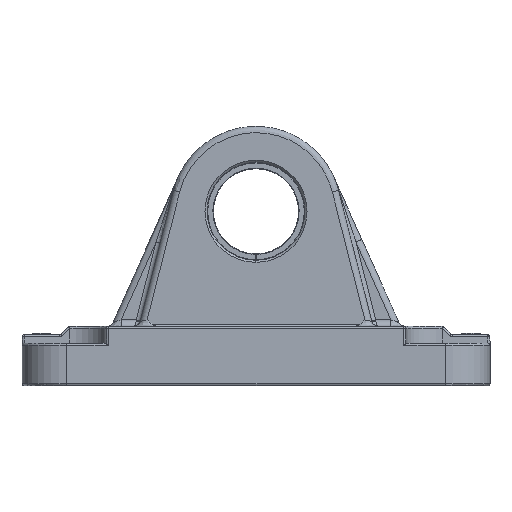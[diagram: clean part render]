
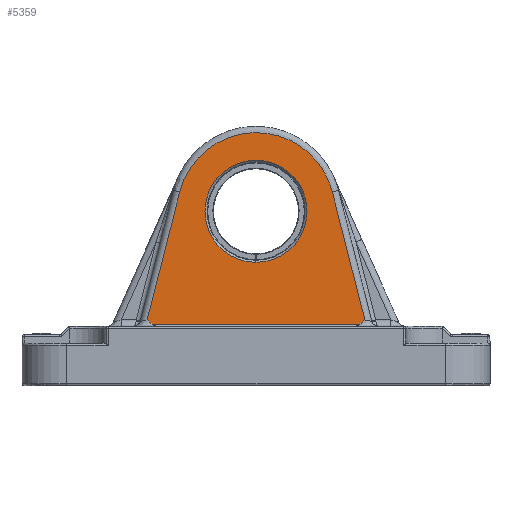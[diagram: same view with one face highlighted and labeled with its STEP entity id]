
A CAD part, left-side view. The second image highlights one B-rep face of the part: STEP entity #5359.
In plain terms, the highlighted planar face has unit normal (-1, 0, 0).
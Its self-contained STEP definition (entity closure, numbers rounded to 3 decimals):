
#214 = ORIENTED_EDGE ( 'NONE', *, *, #10108, .F. ) ;
#367 = CARTESIAN_POINT ( 'NONE',  ( -30., 17.93, 45.558 ) ) ;
#575 = DIRECTION ( 'NONE',  ( -1., 0., 0. ) ) ;
#628 = LINE ( 'NONE', #14715, #14853 ) ;
#716 = VERTEX_POINT ( 'NONE', #367 ) ;
#1246 = CARTESIAN_POINT ( 'NONE',  ( -30., -25.141, 15.102 ) ) ;
#1295 = CARTESIAN_POINT ( 'NONE',  ( -30., -25.04, 15.013 ) ) ;
#1297 = DIRECTION ( 'NONE',  ( 1., 0., 0. ) ) ;
#1420 = EDGE_LOOP ( 'NONE', ( #4848, #214, #9946, #6516, #7405, #5387 ) ) ;
#1465 = CARTESIAN_POINT ( 'NONE',  ( -30., -25.172, 15.131 ) ) ;
#1781 = CARTESIAN_POINT ( 'NONE',  ( -30.001, 24.882, 14.876 ) ) ;
#1839 = CARTESIAN_POINT ( 'NONE',  ( -30., 25.571, 15.5 ) ) ;
#1934 = CARTESIAN_POINT ( 'NONE',  ( -30., 24.463, 14.556 ) ) ;
#2205 = EDGE_CURVE ( 'NONE', #7164, #716, #628, .T. ) ;
#2501 = CARTESIAN_POINT ( 'NONE',  ( -30., -25.022, 14.997 ) ) ;
#2560 = CARTESIAN_POINT ( 'NONE',  ( -30.001, -24.557, 14.621 ) ) ;
#2883 = CARTESIAN_POINT ( 'NONE',  ( -30., -17.93, 45.558 ) ) ;
#2990 = CARTESIAN_POINT ( 'NONE',  ( -30.001, 24.968, 14.949 ) ) ;
#3087 = CARTESIAN_POINT ( 'NONE',  ( -30.001, 24.56, 14.623 ) ) ;
#3384 = DIRECTION ( 'NONE',  ( 0., -1., 0. ) ) ;
#3451 = VERTEX_POINT ( 'NONE', #15936 ) ;
#3527 = EDGE_CURVE ( 'NONE', #3451, #9309, #7446, .T. ) ;
#3703 = CARTESIAN_POINT ( 'NONE',  ( -30., -25.452, 15.388 ) ) ;
#3764 = VECTOR ( 'NONE', #3384, 1000. ) ;
#3816 = EDGE_CURVE ( 'NONE', #15952, #7164, #12475, .T. ) ;
#3865 = CARTESIAN_POINT ( 'NONE',  ( -30., -24.882, 14.876 ) ) ;
#4242 = CARTESIAN_POINT ( 'NONE',  ( -30.001, 25.047, 15.018 ) ) ;
#4296 = CARTESIAN_POINT ( 'NONE',  ( -30.001, 25.239, 15.19 ) ) ;
#4575 = FACE_OUTER_BOUND ( 'NONE', #1420, .T. ) ;
#4772 = CARTESIAN_POINT ( 'NONE',  ( -30., 0., 53. ) ) ;
#4848 = ORIENTED_EDGE ( 'NONE', *, *, #13053, .F. ) ;
#5050 = CARTESIAN_POINT ( 'NONE',  ( -30., -25.571, 15.5 ) ) ;
#5102 = CARTESIAN_POINT ( 'NONE',  ( -30., -25.012, 14.988 ) ) ;
#5151 = CARTESIAN_POINT ( 'NONE',  ( -30., -12.011, 68.84 ) ) ;
#5185 = EDGE_LOOP ( 'NONE', ( #14845, #6347 ) ) ;
#5359 = ADVANCED_FACE ( 'NONE', ( #9659, #4575 ), #13779, .F. ) ;
#5387 = ORIENTED_EDGE ( 'NONE', *, *, #3527, .F. ) ;
#5535 = CARTESIAN_POINT ( 'NONE',  ( -30.001, 25.381, 15.321 ) ) ;
#6347 = ORIENTED_EDGE ( 'NONE', *, *, #14761, .F. ) ;
#6354 = DIRECTION ( 'NONE',  ( 0., 0., -1. ) ) ;
#6390 = DIRECTION ( 'NONE',  ( 0., 0., 1. ) ) ;
#6448 = DIRECTION ( 'NONE',  ( -1., 0., 0. ) ) ;
#6516 = ORIENTED_EDGE ( 'NONE', *, *, #3816, .F. ) ;
#6840 = VERTEX_POINT ( 'NONE', #2883 ) ;
#6896 = CARTESIAN_POINT ( 'NONE',  ( -30.001, 24.717, 14.742 ) ) ;
#6948 = EDGE_CURVE ( 'NONE', #15952, #9309, #15439, .T. ) ;
#7164 = VERTEX_POINT ( 'NONE', #15093 ) ;
#7405 = ORIENTED_EDGE ( 'NONE', *, *, #6948, .T. ) ;
#7442 = CARTESIAN_POINT ( 'NONE',  ( -30., -25.312, 15.259 ) ) ;
#7446 = B_SPLINE_CURVE_WITH_KNOTS ( 'NONE', 3,
 ( #5050, #7504, #3703, #7442, #8937, #1465, #1246, #13778, #16147, #1295, #2501, #5102, #3865, #10031, #2560, #13833, #8714 ),
 .UNSPECIFIED., .F., .F.,
 ( 4, 2, 2, 2, 1, 2, 2, 2, 4 ),
 ( 0., 0.25, 0.375, 0.438, 0.469, 0.484, 0.5, 0.75, 1. ),
 .UNSPECIFIED. ) ;
#7493 = CARTESIAN_POINT ( 'NONE',  ( -30., -17.93, 45.558 ) ) ;
#7504 = CARTESIAN_POINT ( 'NONE',  ( -30., -25.522, 15.454 ) ) ;
#7599 = CARTESIAN_POINT ( 'NONE',  ( -30., 0., 41. ) ) ;
#7826 = CARTESIAN_POINT ( 'NONE',  ( -30., 24.377, 14.5 ) ) ;
#8001 = CARTESIAN_POINT ( 'NONE',  ( -30.001, 24.854, 14.853 ) ) ;
#8059 = CARTESIAN_POINT ( 'NONE',  ( -30., 25.476, 15.41 ) ) ;
#8073 = CARTESIAN_POINT ( 'NONE',  ( -30., 0., 41. ) ) ;
#8455 = CARTESIAN_POINT ( 'NONE',  ( -30., 0., 14.5 ) ) ;
#8714 = CARTESIAN_POINT ( 'NONE',  ( -30., -24.377, 14.5 ) ) ;
#8937 = CARTESIAN_POINT ( 'NONE',  ( -30., -25.26, 15.211 ) ) ;
#9266 = CARTESIAN_POINT ( 'NONE',  ( -30., 24.377, 14.5 ) ) ;
#9309 = VERTEX_POINT ( 'NONE', #15223 ) ;
#9371 = LINE ( 'NONE', #7493, #12269 ) ;
#9477 = CARTESIAN_POINT ( 'NONE',  ( -30.001, 24.771, 14.785 ) ) ;
#9659 = FACE_BOUND ( 'NONE', #5185, .T. ) ;
#9687 = AXIS2_PLACEMENT_3D ( 'NONE', #8073, #575, #10406 ) ;
#9946 = ORIENTED_EDGE ( 'NONE', *, *, #2205, .F. ) ;
#10031 = CARTESIAN_POINT ( 'NONE',  ( -30.001, -24.768, 14.782 ) ) ;
#10108 = EDGE_CURVE ( 'NONE', #716, #6840, #15545, .T. ) ;
#10330 = CARTESIAN_POINT ( 'NONE',  ( -30., 17.93, 45.558 ) ) ;
#10406 = DIRECTION ( 'NONE',  ( 0., 0., 1. ) ) ;
#10441 = CARTESIAN_POINT ( 'NONE',  ( -30.001, 24.946, 14.931 ) ) ;
#10493 = CARTESIAN_POINT ( 'NONE',  ( -30.001, 25.096, 15.061 ) ) ;
#10878 = CIRCLE ( 'NONE', #13158, 12. ) ;
#10960 = VERTEX_POINT ( 'NONE', #14047 ) ;
#11138 = DIRECTION ( 'NONE',  ( 0., -0.246, -0.969 ) ) ;
#11708 = CARTESIAN_POINT ( 'NONE',  ( -30.001, 24.991, 14.969 ) ) ;
#11761 = CARTESIAN_POINT ( 'NONE',  ( -30.001, 25.192, 15.148 ) ) ;
#11812 = CARTESIAN_POINT ( 'NONE',  ( -30.001, 24.925, 14.912 ) ) ;
#12189 = AXIS2_PLACEMENT_3D ( 'NONE', #12364, #1297, #6354 ) ;
#12269 = VECTOR ( 'NONE', #11138, 1000. ) ;
#12364 = CARTESIAN_POINT ( 'NONE',  ( -30., 0., 32.438 ) ) ;
#12475 = B_SPLINE_CURVE_WITH_KNOTS ( 'NONE', 3,
 ( #9266, #1934, #3087, #6896, #9477, #8001, #1781, #11812, #10441, #2990, #15542, #11708, #4242, #10493, #11761, #4296, #5535, #8059, #1839 ),
 .UNSPECIFIED., .F., .F.,
 ( 4, 2, 2, 2, 1, 2, 2, 2, 2, 4 ),
 ( 0., 0.25, 0.375, 0.438, 0.469, 0.484, 0.5, 0.625, 0.75, 1. ),
 .UNSPECIFIED. ) ;
#12631 = CARTESIAN_POINT ( 'NONE',  ( -30., 12.011, 68.84 ) ) ;
#13053 = EDGE_CURVE ( 'NONE', #6840, #3451, #9371, .T. ) ;
#13158 = AXIS2_PLACEMENT_3D ( 'NONE', #7599, #6448, #6390 ) ;
#13778 = CARTESIAN_POINT ( 'NONE',  ( -30., -25.092, 15.058 ) ) ;
#13779 = PLANE ( 'NONE',  #12189 ) ;
#13833 = CARTESIAN_POINT ( 'NONE',  ( -30., -24.46, 14.554 ) ) ;
#13880 = CARTESIAN_POINT ( 'NONE',  ( -30., -17.93, 45.558 ) ) ;
#14047 = CARTESIAN_POINT ( 'NONE',  ( -30., 0., 29. ) ) ;
#14715 = CARTESIAN_POINT ( 'NONE',  ( -30., 18.952, 41.537 ) ) ;
#14761 = EDGE_CURVE ( 'NONE', #10960, #15620, #15176, .T. ) ;
#14845 = ORIENTED_EDGE ( 'NONE', *, *, #15663, .F. ) ;
#14853 = VECTOR ( 'NONE', #15968, 1000. ) ;
#15093 = CARTESIAN_POINT ( 'NONE',  ( -30., 25.571, 15.5 ) ) ;
#15176 = CIRCLE ( 'NONE', #9687, 12. ) ;
#15223 = CARTESIAN_POINT ( 'NONE',  ( -30., -24.377, 14.5 ) ) ;
#15439 = LINE ( 'NONE', #8455, #3764 ) ;
#15542 = CARTESIAN_POINT ( 'NONE',  ( -30.001, 24.983, 14.962 ) ) ;
#15545 =( BOUNDED_CURVE ( )  B_SPLINE_CURVE ( 3, ( #10330, #12631, #5151, #13880 ),
 .UNSPECIFIED., .F., .F. ) 
 B_SPLINE_CURVE_WITH_KNOTS ( ( 4, 4 ),
 ( 0., 1. ),
 .UNSPECIFIED. ) 
 CURVE ( )  GEOMETRIC_REPRESENTATION_ITEM ( )  RATIONAL_B_SPLINE_CURVE ( ( 1., 0.498, 0.498, 1. ) ) 
 REPRESENTATION_ITEM ( '' )  );
#15620 = VERTEX_POINT ( 'NONE', #4772 ) ;
#15663 = EDGE_CURVE ( 'NONE', #15620, #10960, #10878, .T. ) ;
#15936 = CARTESIAN_POINT ( 'NONE',  ( -30., -25.571, 15.5 ) ) ;
#15952 = VERTEX_POINT ( 'NONE', #7826 ) ;
#15968 = DIRECTION ( 'NONE',  ( 0., -0.246, 0.969 ) ) ;
#16147 = CARTESIAN_POINT ( 'NONE',  ( -30., -25.067, 15.036 ) ) ;
